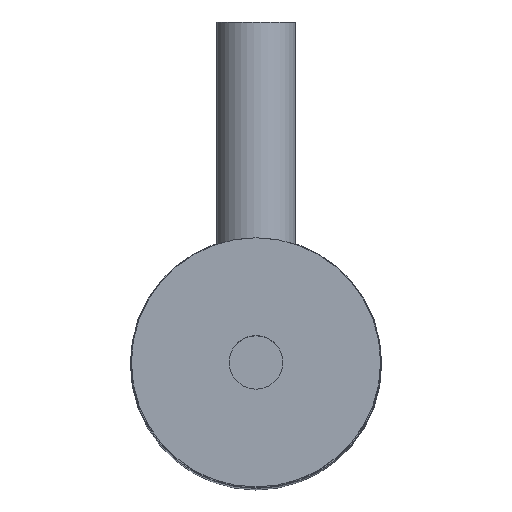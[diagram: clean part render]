
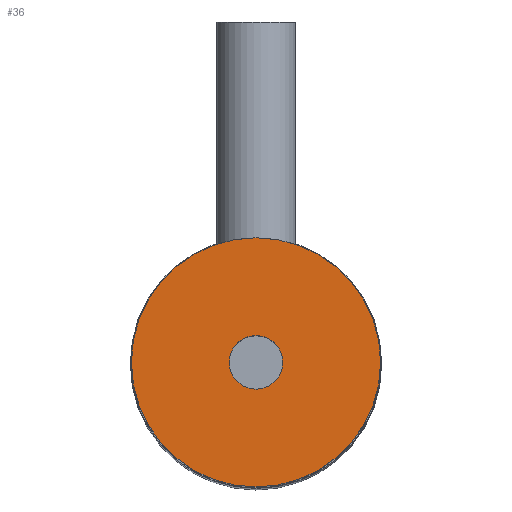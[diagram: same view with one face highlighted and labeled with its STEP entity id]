
A CAD part, top view. The second image highlights one B-rep face of the part: STEP entity #36.
In plain terms, the highlighted planar face has unit normal (0, 0, 1).
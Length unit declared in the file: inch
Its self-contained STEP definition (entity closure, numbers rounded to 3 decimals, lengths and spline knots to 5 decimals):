
#1 = VERTEX_POINT ( 'NONE', #457 ) ;
#27 = EDGE_CURVE ( 'NONE', #62, #117, #566, .T. ) ;
#28 = ORIENTED_EDGE ( 'NONE', *, *, #116, .T. ) ;
#31 = ORIENTED_EDGE ( 'NONE', *, *, #27, .T. ) ;
#35 = EDGE_CURVE ( 'NONE', #85, #1, #589, .T. ) ;
#36 = ADVANCED_FACE ( 'NONE', ( #584, #583 ), #625, .T. ) ;
#37 = EDGE_LOOP ( 'NONE', ( #38, #39 ) ) ;
#38 = ORIENTED_EDGE ( 'NONE', *, *, #35, .F. ) ;
#39 = ORIENTED_EDGE ( 'NONE', *, *, #84, .F. ) ;
#40 = EDGE_LOOP ( 'NONE', ( #28, #31 ) ) ;
#62 = VERTEX_POINT ( 'NONE', #702 ) ;
#84 = EDGE_CURVE ( 'NONE', #1, #85, #822, .T. ) ;
#85 = VERTEX_POINT ( 'NONE', #817 ) ;
#116 = EDGE_CURVE ( 'NONE', #117, #62, #934, .T. ) ;
#117 = VERTEX_POINT ( 'NONE', #929 ) ;
#457 = CARTESIAN_POINT ( 'NONE',  ( -0.02307, -0.25776, -0.27006 ) ) ;
#562 = DIRECTION ( 'NONE',  ( 1., 0., 0. ) ) ;
#563 = DIRECTION ( 'NONE',  ( 0., 0., 1. ) ) ;
#564 = CARTESIAN_POINT ( 'NONE',  ( 0.03018, -0.25776, -0.27006 ) ) ;
#565 = AXIS2_PLACEMENT_3D ( 'NONE', #564, #563, #562 ) ;
#566 = CIRCLE ( 'NONE', #565, 0.24803 ) ;
#583 = FACE_OUTER_BOUND ( 'NONE', #40, .T. ) ;
#584 = FACE_BOUND ( 'NONE', #37, .T. ) ;
#585 = DIRECTION ( 'NONE',  ( 1., 0., 0. ) ) ;
#586 = DIRECTION ( 'NONE',  ( 0., 0., 1. ) ) ;
#587 = CARTESIAN_POINT ( 'NONE',  ( 0.03018, -0.25776, -0.27006 ) ) ;
#588 = AXIS2_PLACEMENT_3D ( 'NONE', #587, #586, #585 ) ;
#589 = CIRCLE ( 'NONE', #588, 0.05325 ) ;
#621 = DIRECTION ( 'NONE',  ( 1., 0., 0. ) ) ;
#622 = DIRECTION ( 'NONE',  ( 0., 0., 1. ) ) ;
#623 = CARTESIAN_POINT ( 'NONE',  ( 0.03018, -0.25776, -0.27006 ) ) ;
#624 = AXIS2_PLACEMENT_3D ( 'NONE', #623, #622, #621 ) ;
#625 = PLANE ( 'NONE',  #624 ) ;
#702 = CARTESIAN_POINT ( 'NONE',  ( -0.21785, -0.25776, -0.27006 ) ) ;
#817 = CARTESIAN_POINT ( 'NONE',  ( 0.08343, -0.25776, -0.27006 ) ) ;
#818 = DIRECTION ( 'NONE',  ( 1., 0., 0. ) ) ;
#819 = DIRECTION ( 'NONE',  ( 0., 0., 1. ) ) ;
#820 = CARTESIAN_POINT ( 'NONE',  ( 0.03018, -0.25776, -0.27006 ) ) ;
#821 = AXIS2_PLACEMENT_3D ( 'NONE', #820, #819, #818 ) ;
#822 = CIRCLE ( 'NONE', #821, 0.05325 ) ;
#929 = CARTESIAN_POINT ( 'NONE',  ( 0.27822, -0.25776, -0.27006 ) ) ;
#930 = DIRECTION ( 'NONE',  ( 1., 0., 0. ) ) ;
#931 = DIRECTION ( 'NONE',  ( 0., 0., 1. ) ) ;
#932 = CARTESIAN_POINT ( 'NONE',  ( 0.03018, -0.25776, -0.27006 ) ) ;
#933 = AXIS2_PLACEMENT_3D ( 'NONE', #932, #931, #930 ) ;
#934 = CIRCLE ( 'NONE', #933, 0.24803 ) ;
